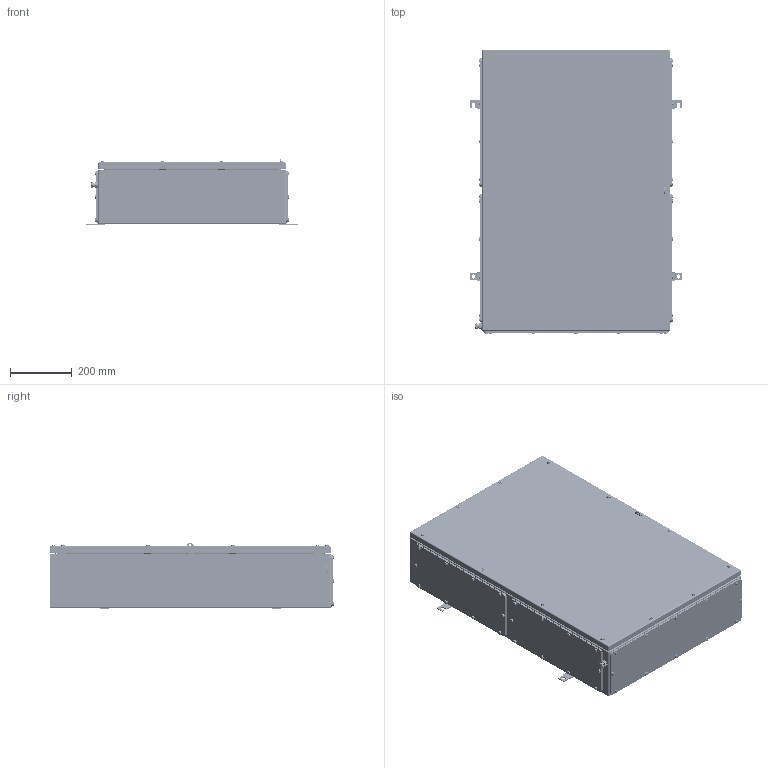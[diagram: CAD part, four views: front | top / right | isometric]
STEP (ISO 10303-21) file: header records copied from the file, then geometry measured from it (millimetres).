
FILE_DESCRIPTION(('CATIA V5 STEP Exchange','CAx-IF Rec.Pracs.--- Model Styling and Organization---1.4--- 2014-01-23'),'2;1');
FILE_NAME ('008597-8_3_1195580000_1195580000.stp','2019-09-24T06:03:20+00:00',('none'),('Weidmueller'),'CATIA Version 5-6 Release 2016 SP3 HF44','CATIA V5 STEP AP214','none');
FILE_SCHEMA(('AUTOMOTIVE_DESIGN { 1 0 10303 214 1 1 1 1 }'));
Products named in the file (1): 1195580000
Bounding box: 691 x 925 x 214.9 mm (x, y, z)
Volume: 4115748.5 mm3; surface area: 4417445.7 mm2
Topology: 169 solids, 169 shells, 4965 faces, 11526 edges, 6921 vertices
Faces by surface type: cylinder 2295, plane 1778, cone 334, torus 278, sphere 200, bspline 80
Entity records: 139551 total; most frequent: CARTESIAN_POINT 34381, ORIENTED_EDGE 22376, DIRECTION 18112, EDGE_CURVE 11188, AXIS2_PLACEMENT_3D 8346, VERTEX_POINT 6921, VECTOR 5935, LINE 5935
